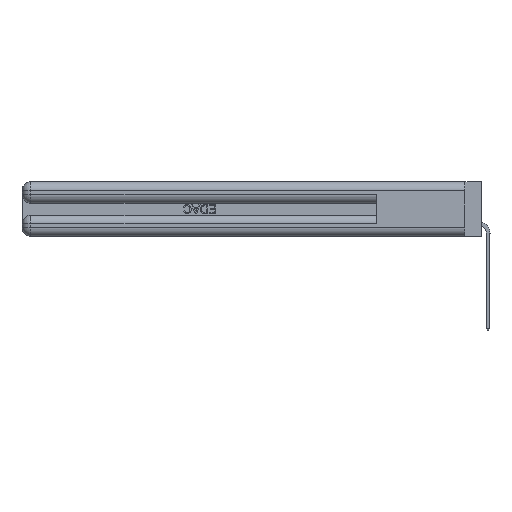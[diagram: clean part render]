
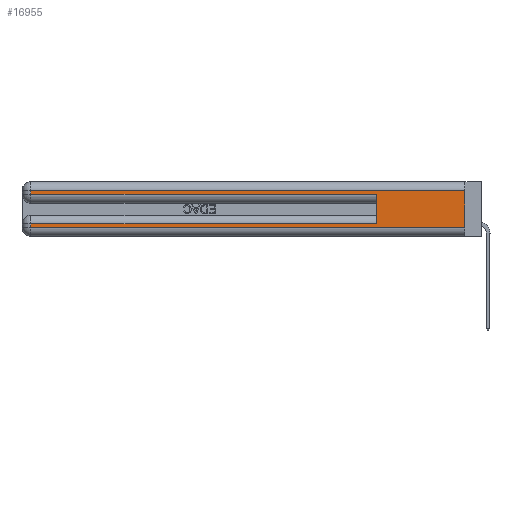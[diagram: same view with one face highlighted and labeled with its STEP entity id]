
A CAD part, left-side view. The second image highlights one B-rep face of the part: STEP entity #16955.
In plain terms, the highlighted planar face has unit normal (-1, 0, 0).
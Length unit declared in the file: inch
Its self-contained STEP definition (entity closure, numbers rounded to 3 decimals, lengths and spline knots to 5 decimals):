
#607 = LINE ( 'NONE', #2666, #7778 ) ;
#1077 = VERTEX_POINT ( 'NONE', #29352 ) ;
#1204 = EDGE_CURVE ( 'NONE', #1077, #39559, #37248, .T. ) ;
#1482 = VERTEX_POINT ( 'NONE', #28323 ) ;
#2666 = CARTESIAN_POINT ( 'NONE',  ( 0., 0., 0.285 ) ) ;
#3192 = LINE ( 'NONE', #16498, #37596 ) ;
#4364 = DIRECTION ( 'NONE',  ( 0., 0., -1. ) ) ;
#4473 = DIRECTION ( 'NONE',  ( 0., 0., -1. ) ) ;
#5738 = LINE ( 'NONE', #34798, #16010 ) ;
#6331 = EDGE_CURVE ( 'NONE', #1482, #15965, #18174, .T. ) ;
#7027 = VECTOR ( 'NONE', #36577, 39.37008 ) ;
#7491 = VECTOR ( 'NONE', #23298, 39.37008 ) ;
#7778 = VECTOR ( 'NONE', #19333, 39.37008 ) ;
#8842 = DIRECTION ( 'NONE',  ( 0., 0., -1. ) ) ;
#9636 = DIRECTION ( 'NONE',  ( 0., -1., 0. ) ) ;
#10316 = CARTESIAN_POINT ( 'NONE',  ( 0., 2.94, 0.37 ) ) ;
#10691 = DIRECTION ( 'NONE',  ( 0., 1., 0. ) ) ;
#11572 = CARTESIAN_POINT ( 'NONE',  ( 0., 0., 0.06 ) ) ;
#12514 = EDGE_LOOP ( 'NONE', ( #32160, #27787, #17434, #30667, #20676, #24809, #25793, #26197 ) ) ;
#13068 = EDGE_CURVE ( 'NONE', #1077, #39534, #5738, .T. ) ;
#14523 = VERTEX_POINT ( 'NONE', #20559 ) ;
#15965 = VERTEX_POINT ( 'NONE', #37375 ) ;
#16010 = VECTOR ( 'NONE', #20276, 39.37008 ) ;
#16363 = VECTOR ( 'NONE', #4473, 39.37008 ) ;
#16469 = CARTESIAN_POINT ( 'NONE',  ( 0., 0., 0.37 ) ) ;
#16498 = CARTESIAN_POINT ( 'NONE',  ( 0., 0., 0.06 ) ) ;
#16734 = VERTEX_POINT ( 'NONE', #35987 ) ;
#16955 = ADVANCED_FACE ( 'NONE', ( #41362 ), #39830, .F. ) ;
#17434 = ORIENTED_EDGE ( 'NONE', *, *, #6331, .T. ) ;
#17977 = VERTEX_POINT ( 'NONE', #11572 ) ;
#18174 = LINE ( 'NONE', #30930, #28429 ) ;
#19333 = DIRECTION ( 'NONE',  ( 0., -1., 0. ) ) ;
#19894 = CARTESIAN_POINT ( 'NONE',  ( 0., 0.6, 0.145 ) ) ;
#20276 = DIRECTION ( 'NONE',  ( 0., 1., 0. ) ) ;
#20559 = CARTESIAN_POINT ( 'NONE',  ( 0., 2.94, 0.06 ) ) ;
#20676 = ORIENTED_EDGE ( 'NONE', *, *, #1204, .F. ) ;
#23298 = DIRECTION ( 'NONE',  ( 0., 0., 1. ) ) ;
#24809 = ORIENTED_EDGE ( 'NONE', *, *, #13068, .T. ) ;
#25793 = ORIENTED_EDGE ( 'NONE', *, *, #31649, .T. ) ;
#26197 = ORIENTED_EDGE ( 'NONE', *, *, #26494, .T. ) ;
#26494 = EDGE_CURVE ( 'NONE', #14523, #17977, #3192, .T. ) ;
#27787 = ORIENTED_EDGE ( 'NONE', *, *, #33046, .T. ) ;
#28323 = CARTESIAN_POINT ( 'NONE',  ( 0., 2.94, 0.31 ) ) ;
#28429 = VECTOR ( 'NONE', #4364, 39.37008 ) ;
#29352 = CARTESIAN_POINT ( 'NONE',  ( 0., 0.6, 0.085 ) ) ;
#29530 = VECTOR ( 'NONE', #10691, 39.37008 ) ;
#30204 = LINE ( 'NONE', #32222, #16363 ) ;
#30210 = CARTESIAN_POINT ( 'NONE',  ( 0., 0., 0.31 ) ) ;
#30516 = CARTESIAN_POINT ( 'NONE',  ( 0., 2.94, 0.085 ) ) ;
#30667 = ORIENTED_EDGE ( 'NONE', *, *, #34695, .T. ) ;
#30930 = CARTESIAN_POINT ( 'NONE',  ( 0., 2.94, 0.37 ) ) ;
#31022 = EDGE_CURVE ( 'NONE', #16734, #17977, #30204, .T. ) ;
#31049 = LINE ( 'NONE', #30210, #29530 ) ;
#31649 = EDGE_CURVE ( 'NONE', #39534, #14523, #35317, .T. ) ;
#32160 = ORIENTED_EDGE ( 'NONE', *, *, #31022, .F. ) ;
#32222 = CARTESIAN_POINT ( 'NONE',  ( 0., 0., 0.37 ) ) ;
#33046 = EDGE_CURVE ( 'NONE', #16734, #1482, #31049, .T. ) ;
#34424 = AXIS2_PLACEMENT_3D ( 'NONE', #16469, #39401, #8842 ) ;
#34695 = EDGE_CURVE ( 'NONE', #15965, #39559, #607, .T. ) ;
#34798 = CARTESIAN_POINT ( 'NONE',  ( 0., 0., 0.085 ) ) ;
#35317 = LINE ( 'NONE', #10316, #7027 ) ;
#35987 = CARTESIAN_POINT ( 'NONE',  ( 0., 0., 0.31 ) ) ;
#36577 = DIRECTION ( 'NONE',  ( 0., 0., -1. ) ) ;
#37248 = LINE ( 'NONE', #19894, #7491 ) ;
#37375 = CARTESIAN_POINT ( 'NONE',  ( 0., 2.94, 0.285 ) ) ;
#37596 = VECTOR ( 'NONE', #9636, 39.37008 ) ;
#39401 = DIRECTION ( 'NONE',  ( 1., 0., 0. ) ) ;
#39534 = VERTEX_POINT ( 'NONE', #30516 ) ;
#39559 = VERTEX_POINT ( 'NONE', #40263 ) ;
#39830 = PLANE ( 'NONE',  #34424 ) ;
#40263 = CARTESIAN_POINT ( 'NONE',  ( 0., 0.6, 0.285 ) ) ;
#41362 = FACE_OUTER_BOUND ( 'NONE', #12514, .T. ) ;
